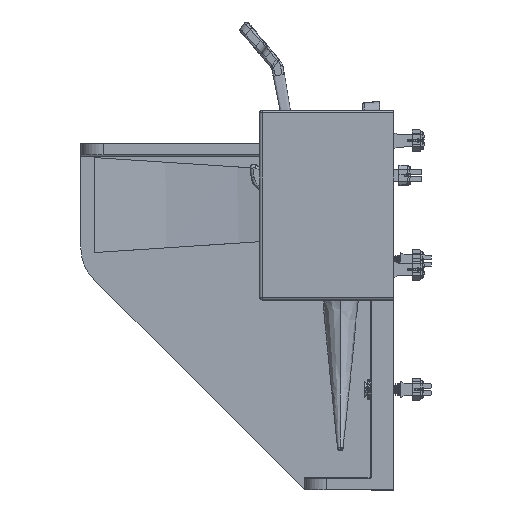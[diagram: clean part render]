
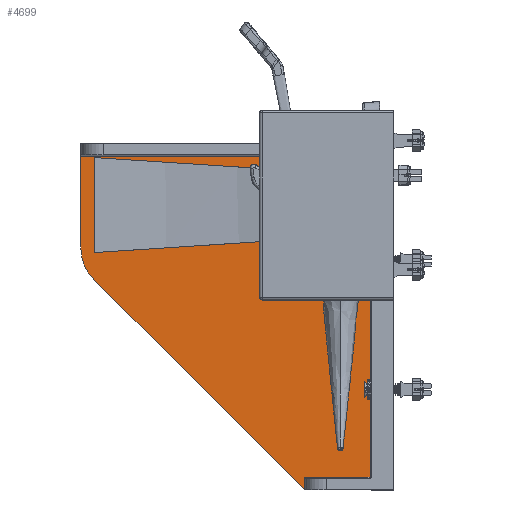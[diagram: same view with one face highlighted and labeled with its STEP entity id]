
A CAD part, left-side view. The second image highlights one B-rep face of the part: STEP entity #4699.
In plain terms, the highlighted face is planar.
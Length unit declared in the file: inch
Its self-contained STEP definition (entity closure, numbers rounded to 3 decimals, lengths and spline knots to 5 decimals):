
#1825 = LINE ( 'NONE', #69018, #3865 ) ;
#2071 = DIRECTION ( 'NONE',  ( 0., 0., 1. ) ) ;
#2812 = CIRCLE ( 'NONE', #75493, 1. ) ;
#2913 = VERTEX_POINT ( 'NONE', #41403 ) ;
#3214 = ORIENTED_EDGE ( 'NONE', *, *, #11235, .T. ) ;
#3865 = VECTOR ( 'NONE', #43055, 39.37008 ) ;
#4699 = ADVANCED_FACE ( 'NONE', ( #12375 ), #11615, .F. ) ;
#5310 = ORIENTED_EDGE ( 'NONE', *, *, #30334, .F. ) ;
#6572 = CARTESIAN_POINT ( 'NONE',  ( 1.439, 0.875, 0.4675 ) ) ;
#6595 = VECTOR ( 'NONE', #40848, 39.37008 ) ;
#6919 = CARTESIAN_POINT ( 'NONE',  ( -3.875, 0.875, 0.53 ) ) ;
#7483 = VECTOR ( 'NONE', #13433, 39.37008 ) ;
#8592 = LINE ( 'NONE', #72466, #6595 ) ;
#8830 = LINE ( 'NONE', #39857, #77592 ) ;
#8954 = EDGE_LOOP ( 'NONE', ( #54756, #62211, #65906, #75494, #54854, #64156, #72551, #5310, #12576, #3214, #79835 ) ) ;
#9217 = EDGE_CURVE ( 'NONE', #68808, #13573, #2812, .T. ) ;
#10836 = CARTESIAN_POINT ( 'NONE',  ( -3.875, 0.875, 0.53 ) ) ;
#10994 = EDGE_CURVE ( 'NONE', #30413, #76837, #15996, .T. ) ;
#11235 = EDGE_CURVE ( 'NONE', #63453, #2913, #1825, .T. ) ;
#11615 = PLANE ( 'NONE',  #24928 ) ;
#12375 = FACE_OUTER_BOUND ( 'NONE', #8954, .T. ) ;
#12576 = ORIENTED_EDGE ( 'NONE', *, *, #33804, .F. ) ;
#13367 = VERTEX_POINT ( 'NONE', #59888 ) ;
#13433 = DIRECTION ( 'NONE',  ( 1., 0., 0. ) ) ;
#13573 = VERTEX_POINT ( 'NONE', #42688 ) ;
#13966 = VECTOR ( 'NONE', #2071, 39.37008 ) ;
#14846 = DIRECTION ( 'NONE',  ( -1., 0., 0. ) ) ;
#15996 = LINE ( 'NONE', #40801, #13966 ) ;
#17222 = DIRECTION ( 'NONE',  ( 1., 0., 0. ) ) ;
#18484 = CARTESIAN_POINT ( 'NONE',  ( 3.314, 0.875, 0.4675 ) ) ;
#20187 = VERTEX_POINT ( 'NONE', #18484 ) ;
#20317 = CARTESIAN_POINT ( 'NONE',  ( 1.53921, 0.875, 6. ) ) ;
#20697 = EDGE_CURVE ( 'NONE', #37884, #20187, #42660, .T. ) ;
#23377 = EDGE_CURVE ( 'NONE', #2913, #13367, #27243, .T. ) ;
#23755 = CARTESIAN_POINT ( 'NONE',  ( -3.875, 0.875, 0.4675 ) ) ;
#24646 = DIRECTION ( 'NONE',  ( -1., 0., 0. ) ) ;
#24928 = AXIS2_PLACEMENT_3D ( 'NONE', #56831, #63303, #24646 ) ;
#26839 = DIRECTION ( 'NONE',  ( -1., 0., 0. ) ) ;
#27243 = LINE ( 'NONE', #10836, #44473 ) ;
#27838 = VECTOR ( 'NONE', #40011, 39.37008 ) ;
#30244 = EDGE_CURVE ( 'NONE', #37884, #13367, #62201, .T. ) ;
#30334 = EDGE_CURVE ( 'NONE', #54431, #13573, #8592, .T. ) ;
#30413 = VERTEX_POINT ( 'NONE', #61423 ) ;
#33804 = EDGE_CURVE ( 'NONE', #63453, #54431, #71836, .T. ) ;
#37465 = EDGE_CURVE ( 'NONE', #56666, #30413, #59077, .T. ) ;
#37884 = VERTEX_POINT ( 'NONE', #6572 ) ;
#39857 = CARTESIAN_POINT ( 'NONE',  ( 3.314, 0.875, 0.4375 ) ) ;
#40011 = DIRECTION ( 'NONE',  ( 0., 0., 1. ) ) ;
#40801 = CARTESIAN_POINT ( 'NONE',  ( 3.595, 0.875, 7. ) ) ;
#40848 = DIRECTION ( 'NONE',  ( 0.707, 0., 0.707 ) ) ;
#41403 = CARTESIAN_POINT ( 'NONE',  ( -3.595, 0.875, 0.53 ) ) ;
#41594 = CARTESIAN_POINT ( 'NONE',  ( 1.53921, 0.875, 7. ) ) ;
#42660 = LINE ( 'NONE', #23755, #74975 ) ;
#42688 = CARTESIAN_POINT ( 'NONE',  ( 0.83211, 0.875, 6.70711 ) ) ;
#43055 = DIRECTION ( 'NONE',  ( 0., 0., -1. ) ) ;
#44473 = VECTOR ( 'NONE', #49549, 39.37008 ) ;
#46501 = CARTESIAN_POINT ( 'NONE',  ( 1.439, 0.875, 0.4375 ) ) ;
#49549 = DIRECTION ( 'NONE',  ( 1., 0., 0. ) ) ;
#52632 = VECTOR ( 'NONE', #14846, 39.37008 ) ;
#52889 = VECTOR ( 'NONE', #73297, 39.37008 ) ;
#54364 = CARTESIAN_POINT ( 'NONE',  ( -3.875, 0.875, 7. ) ) ;
#54431 = VERTEX_POINT ( 'NONE', #58727 ) ;
#54756 = ORIENTED_EDGE ( 'NONE', *, *, #30244, .F. ) ;
#54854 = ORIENTED_EDGE ( 'NONE', *, *, #10994, .T. ) ;
#55624 = EDGE_CURVE ( 'NONE', #20187, #56666, #8830, .T. ) ;
#56666 = VERTEX_POINT ( 'NONE', #65542 ) ;
#56831 = CARTESIAN_POINT ( 'NONE',  ( -3.875, 0.875, 7. ) ) ;
#58559 = CARTESIAN_POINT ( 'NONE',  ( -3.595, 0.875, 2. ) ) ;
#58727 = CARTESIAN_POINT ( 'NONE',  ( -3.875, 0.875, 2. ) ) ;
#59077 = LINE ( 'NONE', #6919, #7483 ) ;
#59888 = CARTESIAN_POINT ( 'NONE',  ( 1.439, 0.875, 0.53 ) ) ;
#61423 = CARTESIAN_POINT ( 'NONE',  ( 3.595, 0.875, 0.53 ) ) ;
#62201 = LINE ( 'NONE', #46501, #27838 ) ;
#62211 = ORIENTED_EDGE ( 'NONE', *, *, #20697, .T. ) ;
#63303 = DIRECTION ( 'NONE',  ( 0., 1., 0. ) ) ;
#63453 = VERTEX_POINT ( 'NONE', #58559 ) ;
#64156 = ORIENTED_EDGE ( 'NONE', *, *, #76701, .F. ) ;
#65500 = DIRECTION ( 'NONE',  ( 0., -1., 0. ) ) ;
#65542 = CARTESIAN_POINT ( 'NONE',  ( 3.314, 0.875, 0.53 ) ) ;
#65906 = ORIENTED_EDGE ( 'NONE', *, *, #55624, .T. ) ;
#68808 = VERTEX_POINT ( 'NONE', #41594 ) ;
#69018 = CARTESIAN_POINT ( 'NONE',  ( -3.595, 0.875, 0.5 ) ) ;
#71836 = LINE ( 'NONE', #79551, #52632 ) ;
#72090 = LINE ( 'NONE', #54364, #52889 ) ;
#72466 = CARTESIAN_POINT ( 'NONE',  ( -3.875, 0.875, 2. ) ) ;
#72551 = ORIENTED_EDGE ( 'NONE', *, *, #9217, .T. ) ;
#73297 = DIRECTION ( 'NONE',  ( 1., 0., 0. ) ) ;
#74975 = VECTOR ( 'NONE', #17222, 39.37008 ) ;
#75494 = ORIENTED_EDGE ( 'NONE', *, *, #37465, .T. ) ;
#75493 = AXIS2_PLACEMENT_3D ( 'NONE', #20317, #65500, #26839 ) ;
#75537 = CARTESIAN_POINT ( 'NONE',  ( 3.595, 0.875, 7. ) ) ;
#76701 = EDGE_CURVE ( 'NONE', #68808, #76837, #72090, .T. ) ;
#76837 = VERTEX_POINT ( 'NONE', #75537 ) ;
#77592 = VECTOR ( 'NONE', #78507, 39.37008 ) ;
#78507 = DIRECTION ( 'NONE',  ( 0., 0., 1. ) ) ;
#79551 = CARTESIAN_POINT ( 'NONE',  ( -3.875, 0.875, 2. ) ) ;
#79835 = ORIENTED_EDGE ( 'NONE', *, *, #23377, .T. ) ;
